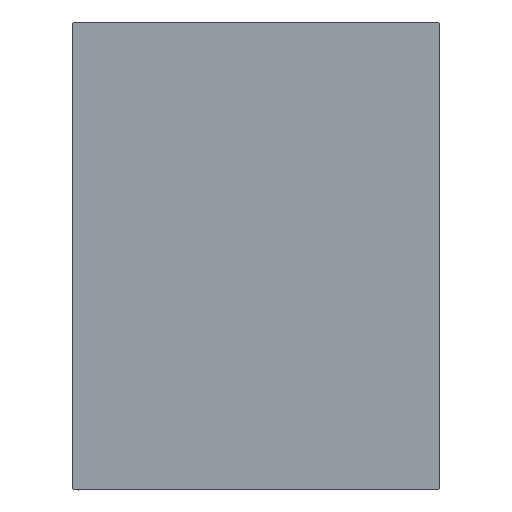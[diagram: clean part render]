
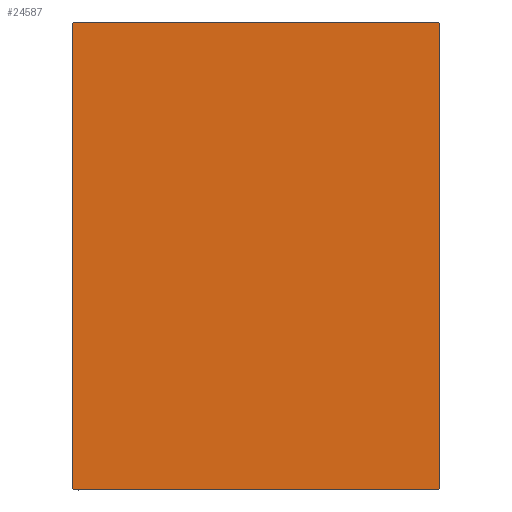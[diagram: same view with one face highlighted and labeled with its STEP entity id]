
A CAD part, left-side view. The second image highlights one B-rep face of the part: STEP entity #24587.
In plain terms, the highlighted face is planar.
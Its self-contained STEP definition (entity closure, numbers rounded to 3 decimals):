
#175 = EDGE_CURVE ( 'NONE', #21883, #36508, #6690, .T. ) ;
#454 = PLANE ( 'NONE',  #19765 ) ;
#634 = CARTESIAN_POINT ( 'NONE',  ( 173., -55., -70. ) ) ;
#1770 = DIRECTION ( 'NONE',  ( 0., 0.707, 0.707 ) ) ;
#2527 = DIRECTION ( 'NONE',  ( 0., -1., 0. ) ) ;
#2990 = EDGE_CURVE ( 'NONE', #26859, #14147, #23885, .T. ) ;
#4846 = LINE ( 'NONE', #33893, #8629 ) ;
#5825 = ORIENTED_EDGE ( 'NONE', *, *, #2990, .T. ) ;
#6383 = DIRECTION ( 'NONE',  ( 0., -0.707, -0.707 ) ) ;
#6690 = LINE ( 'NONE', #21585, #35500 ) ;
#7094 = EDGE_CURVE ( 'NONE', #14147, #31473, #32231, .T. ) ;
#7715 = LINE ( 'NONE', #634, #20450 ) ;
#8629 = VECTOR ( 'NONE', #43839, 1000. ) ;
#10129 = CARTESIAN_POINT ( 'NONE',  ( 173., -54.7, -70. ) ) ;
#10134 = VERTEX_POINT ( 'NONE', #29422 ) ;
#10254 = CARTESIAN_POINT ( 'NONE',  ( 173., 55., -70. ) ) ;
#12241 = ORIENTED_EDGE ( 'NONE', *, *, #31703, .T. ) ;
#13601 = EDGE_CURVE ( 'NONE', #18253, #10134, #19736, .T. ) ;
#13869 = LINE ( 'NONE', #35123, #27306 ) ;
#13944 = CARTESIAN_POINT ( 'NONE',  ( 173., 54.7, 70. ) ) ;
#14073 = ORIENTED_EDGE ( 'NONE', *, *, #44400, .T. ) ;
#14147 = VERTEX_POINT ( 'NONE', #24847 ) ;
#15565 = DIRECTION ( 'NONE',  ( 0., 0., -1. ) ) ;
#16413 = LINE ( 'NONE', #10254, #35986 ) ;
#17310 = CARTESIAN_POINT ( 'NONE',  ( 173., 55., 69.7 ) ) ;
#18253 = VERTEX_POINT ( 'NONE', #36127 ) ;
#18577 = EDGE_CURVE ( 'NONE', #44028, #18253, #7715, .T. ) ;
#18972 = ORIENTED_EDGE ( 'NONE', *, *, #13601, .T. ) ;
#19736 = LINE ( 'NONE', #29897, #41434 ) ;
#19765 = AXIS2_PLACEMENT_3D ( 'NONE', #37275, #22425, #15565 ) ;
#20099 = ORIENTED_EDGE ( 'NONE', *, *, #24748, .T. ) ;
#20450 = VECTOR ( 'NONE', #36534, 1000. ) ;
#21191 = ORIENTED_EDGE ( 'NONE', *, *, #7094, .T. ) ;
#21585 = CARTESIAN_POINT ( 'NONE',  ( 173., 62.35, 62.35 ) ) ;
#21883 = VERTEX_POINT ( 'NONE', #17310 ) ;
#22300 = VECTOR ( 'NONE', #36022, 1000. ) ;
#22425 = DIRECTION ( 'NONE',  ( 1., 0., 0. ) ) ;
#23885 = LINE ( 'NONE', #38749, #24925 ) ;
#24587 = ADVANCED_FACE ( 'NONE', ( #29957 ), #454, .T. ) ;
#24748 = EDGE_CURVE ( 'NONE', #36508, #26859, #13869, .T. ) ;
#24847 = CARTESIAN_POINT ( 'NONE',  ( 173., -55., 69.7 ) ) ;
#24925 = VECTOR ( 'NONE', #6383, 1000. ) ;
#26859 = VERTEX_POINT ( 'NONE', #41402 ) ;
#27306 = VECTOR ( 'NONE', #2527, 1000. ) ;
#28660 = DIRECTION ( 'NONE',  ( 0., -0.707, 0.707 ) ) ;
#29422 = CARTESIAN_POINT ( 'NONE',  ( 173., 55., -69.7 ) ) ;
#29897 = CARTESIAN_POINT ( 'NONE',  ( 173., 62.35, -62.35 ) ) ;
#29957 = FACE_OUTER_BOUND ( 'NONE', #34174, .T. ) ;
#30633 = ORIENTED_EDGE ( 'NONE', *, *, #18577, .T. ) ;
#31473 = VERTEX_POINT ( 'NONE', #38886 ) ;
#31703 = EDGE_CURVE ( 'NONE', #31473, #44028, #4846, .T. ) ;
#32231 = LINE ( 'NONE', #45963, #22300 ) ;
#32435 = DIRECTION ( 'NONE',  ( 0., 0., 1. ) ) ;
#33893 = CARTESIAN_POINT ( 'NONE',  ( 173., -62.35, -62.35 ) ) ;
#34174 = EDGE_LOOP ( 'NONE', ( #30633, #18972, #14073, #43962, #20099, #5825, #21191, #12241 ) ) ;
#35123 = CARTESIAN_POINT ( 'NONE',  ( 173., 55., 70. ) ) ;
#35500 = VECTOR ( 'NONE', #28660, 1000. ) ;
#35986 = VECTOR ( 'NONE', #32435, 1000. ) ;
#36022 = DIRECTION ( 'NONE',  ( 0., 0., -1. ) ) ;
#36127 = CARTESIAN_POINT ( 'NONE',  ( 173., 54.7, -70. ) ) ;
#36508 = VERTEX_POINT ( 'NONE', #13944 ) ;
#36534 = DIRECTION ( 'NONE',  ( 0., 1., 0. ) ) ;
#37275 = CARTESIAN_POINT ( 'NONE',  ( 173., 0., 0. ) ) ;
#38749 = CARTESIAN_POINT ( 'NONE',  ( 173., -62.35, 62.35 ) ) ;
#38886 = CARTESIAN_POINT ( 'NONE',  ( 173., -55., -69.7 ) ) ;
#41402 = CARTESIAN_POINT ( 'NONE',  ( 173., -54.7, 70. ) ) ;
#41434 = VECTOR ( 'NONE', #1770, 1000. ) ;
#43839 = DIRECTION ( 'NONE',  ( 0., 0.707, -0.707 ) ) ;
#43962 = ORIENTED_EDGE ( 'NONE', *, *, #175, .T. ) ;
#44028 = VERTEX_POINT ( 'NONE', #10129 ) ;
#44400 = EDGE_CURVE ( 'NONE', #10134, #21883, #16413, .T. ) ;
#45963 = CARTESIAN_POINT ( 'NONE',  ( 173., -55., 70. ) ) ;
